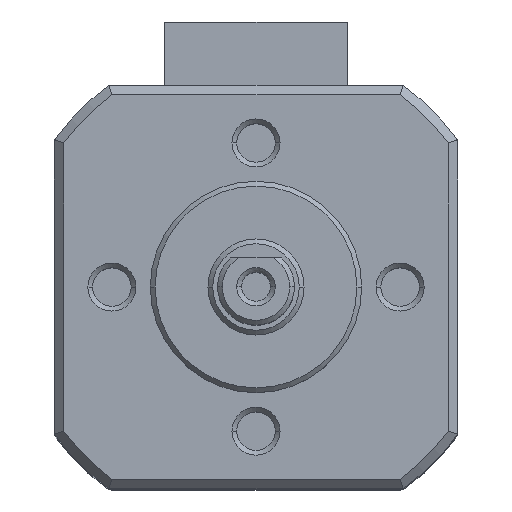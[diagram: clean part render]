
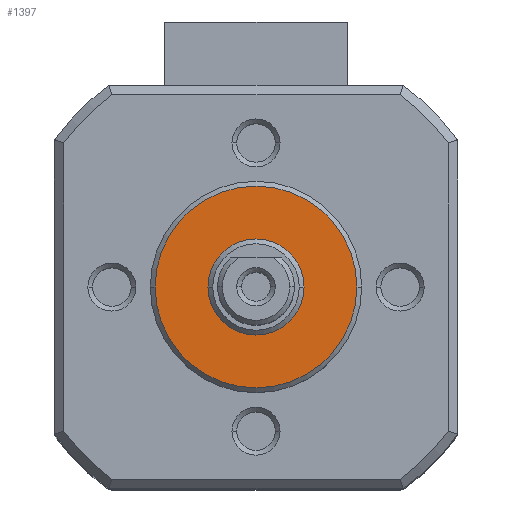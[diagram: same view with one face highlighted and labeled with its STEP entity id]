
A CAD part, top view. The second image highlights one B-rep face of the part: STEP entity #1397.
In plain terms, the highlighted planar face has unit normal (0, 0, 1).
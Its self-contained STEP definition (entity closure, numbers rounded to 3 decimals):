
#33 = DIRECTION ( 'NONE',  ( 1., 0., 0. ) ) ;
#123 = DIRECTION ( 'NONE',  ( 0., 0., 1. ) ) ;
#131 = CIRCLE ( 'NONE', #4084, 5. ) ;
#143 = CARTESIAN_POINT ( 'NONE',  ( 10.5, 0., 28. ) ) ;
#152 = DIRECTION ( 'NONE',  ( 1., 0., 0. ) ) ;
#161 = CARTESIAN_POINT ( 'NONE',  ( 0., 0., 28. ) ) ;
#259 = VERTEX_POINT ( 'NONE', #416 ) ;
#286 = FACE_OUTER_BOUND ( 'NONE', #4434, .T. ) ;
#329 = DIRECTION ( 'NONE',  ( 0., 0., 1. ) ) ;
#330 = CIRCLE ( 'NONE', #814, 10.5 ) ;
#366 = CARTESIAN_POINT ( 'NONE',  ( 0., 0., 28. ) ) ;
#416 = CARTESIAN_POINT ( 'NONE',  ( -10.5, 0., 28. ) ) ;
#461 = EDGE_CURVE ( 'NONE', #259, #1555, #4295, .T. ) ;
#484 = DIRECTION ( 'NONE',  ( 0., 0., 1. ) ) ;
#814 = AXIS2_PLACEMENT_3D ( 'NONE', #366, #329, #33 ) ;
#828 = VERTEX_POINT ( 'NONE', #3184 ) ;
#908 = CARTESIAN_POINT ( 'NONE',  ( 0., 0., 28. ) ) ;
#956 = EDGE_CURVE ( 'NONE', #828, #4348, #131, .T. ) ;
#976 = CIRCLE ( 'NONE', #2475, 5. ) ;
#1085 = AXIS2_PLACEMENT_3D ( 'NONE', #3936, #1482, #2929 ) ;
#1397 = ADVANCED_FACE ( 'NONE', ( #286, #4172 ), #1504, .T. ) ;
#1482 = DIRECTION ( 'NONE',  ( 0., 0., 1. ) ) ;
#1504 = PLANE ( 'NONE',  #2024 ) ;
#1518 = DIRECTION ( 'NONE',  ( 1., 0., 0. ) ) ;
#1555 = VERTEX_POINT ( 'NONE', #143 ) ;
#1947 = ORIENTED_EDGE ( 'NONE', *, *, #2495, .F. ) ;
#1949 = DIRECTION ( 'NONE',  ( 1., 0., 0. ) ) ;
#1973 = CARTESIAN_POINT ( 'NONE',  ( 5., 0., 28. ) ) ;
#2024 = AXIS2_PLACEMENT_3D ( 'NONE', #2587, #123, #152 ) ;
#2226 = EDGE_CURVE ( 'NONE', #1555, #259, #330, .T. ) ;
#2475 = AXIS2_PLACEMENT_3D ( 'NONE', #161, #484, #1518 ) ;
#2495 = EDGE_CURVE ( 'NONE', #4348, #828, #976, .T. ) ;
#2505 = ORIENTED_EDGE ( 'NONE', *, *, #461, .T. ) ;
#2587 = CARTESIAN_POINT ( 'NONE',  ( 0., 0., 28. ) ) ;
#2929 = DIRECTION ( 'NONE',  ( 1., 0., 0. ) ) ;
#3184 = CARTESIAN_POINT ( 'NONE',  ( -5., 0., 28. ) ) ;
#3385 = EDGE_LOOP ( 'NONE', ( #3413, #1947 ) ) ;
#3413 = ORIENTED_EDGE ( 'NONE', *, *, #956, .F. ) ;
#3936 = CARTESIAN_POINT ( 'NONE',  ( 0., 0., 28. ) ) ;
#4034 = DIRECTION ( 'NONE',  ( 0., 0., 1. ) ) ;
#4084 = AXIS2_PLACEMENT_3D ( 'NONE', #908, #4034, #1949 ) ;
#4172 = FACE_BOUND ( 'NONE', #3385, .T. ) ;
#4295 = CIRCLE ( 'NONE', #1085, 10.5 ) ;
#4348 = VERTEX_POINT ( 'NONE', #1973 ) ;
#4434 = EDGE_LOOP ( 'NONE', ( #2505, #4546 ) ) ;
#4546 = ORIENTED_EDGE ( 'NONE', *, *, #2226, .T. ) ;
